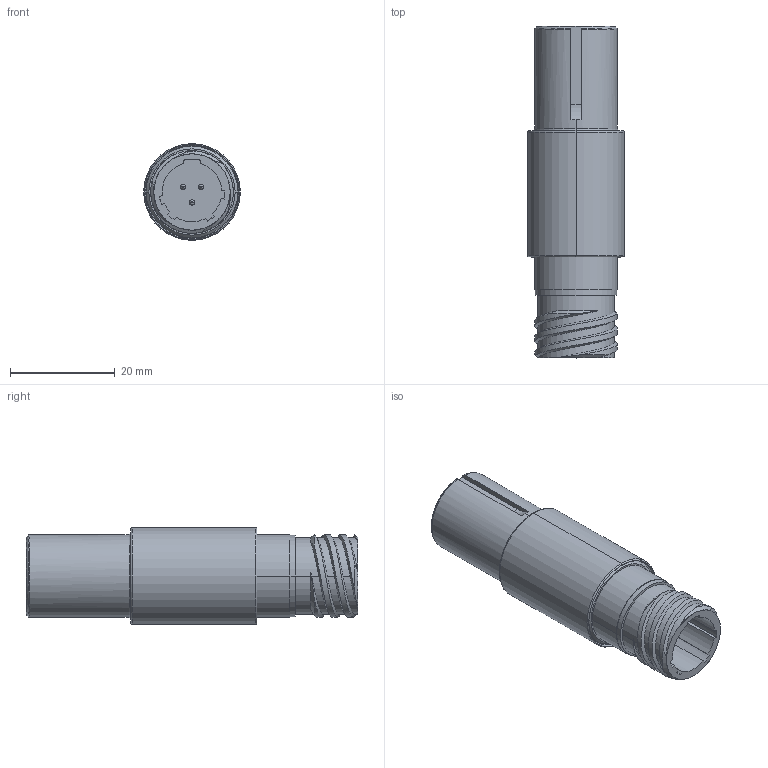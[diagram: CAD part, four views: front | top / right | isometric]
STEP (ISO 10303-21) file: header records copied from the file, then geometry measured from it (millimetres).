
FILE_DESCRIPTION((''),'2;1');
FILE_NAME('84793050_ASM','2017-09-18T',('VALMVR1'),('CROUZET-AUTOMATISMES'),'PRO/ENGINEER BY PARAMETRIC TECHNOLOGY CORPORATION, 2012090','PRO/ENGINEER BY PARAMETRIC TECHNOLOGY CORPORATION, 2012090','');
FILE_SCHEMA(('CONFIG_CONTROL_DESIGN'));
Length unit declared in the file: millimetre
Products named in the file (15): 79238354_DEFORMEE; 79238632; 24337008_F1; 79255694_MONTEE; 79238609_F1; 17255584_F3; 18563108; 36526167; 18563176; 79249023; 79238639; 15273401; 15257461; 79238358_ASM; 84793050_ASM
Assembly tree (15 placements, depth 3):
  84793050_ASM
    79238354_DEFORMEE
    79238632
    24337008_F1
    79255694_MONTEE
    79238609_F1
    17255584_F3
    18563108
    36526167
    18563176
    79249023
    79238639
    79238358_ASM  x2
      15273401
      15257461
Bounding box: 18.5 x 63.5 x 18.5 mm (x, y, z)
Volume: 6293.5 mm3; surface area: 8801.8 mm2
Topology: 8 solids, 8 shells, 521 faces, 1280 edges, 795 vertices
Faces by surface type: plane 254, cylinder 132, cone 59, torus 44, bspline 24, revolution 4, sphere 4
Entity records: 18056 total; most frequent: CARTESIAN_POINT 5430, DIRECTION 2662, ORIENTED_EDGE 2560, EDGE_CURVE 1280, AXIS2_PLACEMENT_3D 1007, VERTEX_POINT 795, VECTOR 644, LINE 644
